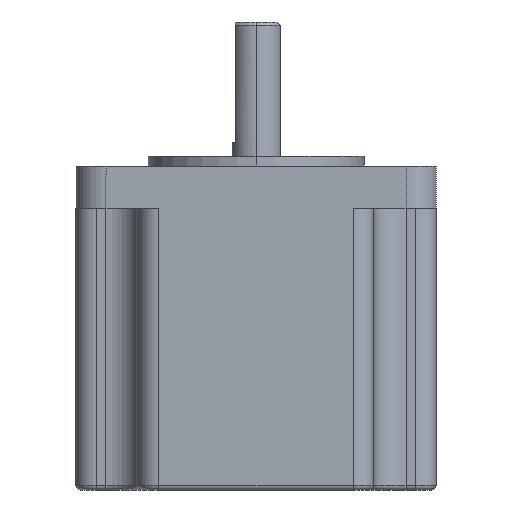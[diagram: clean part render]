
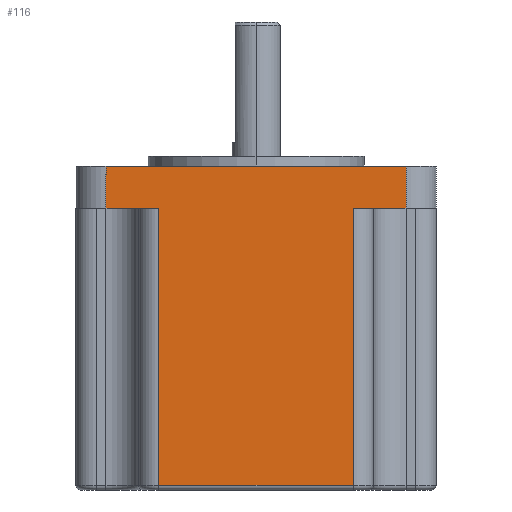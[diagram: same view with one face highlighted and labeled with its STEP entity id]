
A CAD part, left-side view. The second image highlights one B-rep face of the part: STEP entity #116.
In plain terms, the highlighted planar face has unit normal (-1, 0, 0).
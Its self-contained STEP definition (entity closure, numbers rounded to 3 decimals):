
#99 = CARTESIAN_POINT ( 'NONE',  ( -30., 0., 0. ) ) ;
#116 = ADVANCED_FACE ( 'NONE', ( #1685 ), #2054, .T. ) ;
#123 = ORIENTED_EDGE ( 'NONE', *, *, #2126, .T. ) ;
#130 = DIRECTION ( 'NONE',  ( 0., 0., 1. ) ) ;
#145 = DIRECTION ( 'NONE',  ( 0., -1., 0. ) ) ;
#160 = ORIENTED_EDGE ( 'NONE', *, *, #1003, .F. ) ;
#254 = CARTESIAN_POINT ( 'NONE',  ( -30., 25., -7. ) ) ;
#265 = ORIENTED_EDGE ( 'NONE', *, *, #2153, .F. ) ;
#311 = VECTOR ( 'NONE', #2265, 1000. ) ;
#339 = LINE ( 'NONE', #99, #311 ) ;
#342 = ORIENTED_EDGE ( 'NONE', *, *, #2299, .T. ) ;
#367 = CARTESIAN_POINT ( 'NONE',  ( -30., 16.2, -54. ) ) ;
#382 = CARTESIAN_POINT ( 'NONE',  ( -30., 0., -7. ) ) ;
#436 = VERTEX_POINT ( 'NONE', #1334 ) ;
#478 = VECTOR ( 'NONE', #1217, 1000. ) ;
#524 = VECTOR ( 'NONE', #761, 1000. ) ;
#591 = VECTOR ( 'NONE', #1243, 1000. ) ;
#608 = LINE ( 'NONE', #367, #983 ) ;
#611 = VECTOR ( 'NONE', #145, 1000. ) ;
#626 = LINE ( 'NONE', #382, #611 ) ;
#652 = VECTOR ( 'NONE', #1660, 1000. ) ;
#658 = DIRECTION ( 'NONE',  ( -1., 0., 0. ) ) ;
#759 = CARTESIAN_POINT ( 'NONE',  ( -30., 16.2, -53.2 ) ) ;
#761 = DIRECTION ( 'NONE',  ( 0., 0., 1. ) ) ;
#836 = VERTEX_POINT ( 'NONE', #1801 ) ;
#902 = CARTESIAN_POINT ( 'NONE',  ( -30., -16.2, -53.2 ) ) ;
#914 = CARTESIAN_POINT ( 'NONE',  ( -30., 0., -54. ) ) ;
#955 = ORIENTED_EDGE ( 'NONE', *, *, #2283, .T. ) ;
#972 = ORIENTED_EDGE ( 'NONE', *, *, #2315, .T. ) ;
#983 = VECTOR ( 'NONE', #130, 1000. ) ;
#1003 = EDGE_CURVE ( 'NONE', #2188, #1062, #1760, .T. ) ;
#1016 = CARTESIAN_POINT ( 'NONE',  ( -30., -25., -54. ) ) ;
#1062 = VERTEX_POINT ( 'NONE', #1411 ) ;
#1070 = VECTOR ( 'NONE', #1770, 1000. ) ;
#1167 = DIRECTION ( 'NONE',  ( 0., -1., 0. ) ) ;
#1217 = DIRECTION ( 'NONE',  ( 0., -1., 0. ) ) ;
#1243 = DIRECTION ( 'NONE',  ( 0., 0., 1. ) ) ;
#1282 = LINE ( 'NONE', #1016, #524 ) ;
#1334 = CARTESIAN_POINT ( 'NONE',  ( -30., -25., 0. ) ) ;
#1411 = CARTESIAN_POINT ( 'NONE',  ( -30., 25., 0. ) ) ;
#1431 = EDGE_LOOP ( 'NONE', ( #265, #123, #1628, #955, #342, #1923, #160, #972 ) ) ;
#1480 = CARTESIAN_POINT ( 'NONE',  ( -30., 0., -7. ) ) ;
#1503 = CARTESIAN_POINT ( 'NONE',  ( -30., 25., -54. ) ) ;
#1603 = VERTEX_POINT ( 'NONE', #2069 ) ;
#1628 = ORIENTED_EDGE ( 'NONE', *, *, #2273, .T. ) ;
#1659 = CARTESIAN_POINT ( 'NONE',  ( -30., -16.2, -7. ) ) ;
#1660 = DIRECTION ( 'NONE',  ( 0., 0., 1. ) ) ;
#1671 = AXIS2_PLACEMENT_3D ( 'NONE', #914, #658, #1167 ) ;
#1678 = VERTEX_POINT ( 'NONE', #1659 ) ;
#1685 = FACE_OUTER_BOUND ( 'NONE', #1431, .T. ) ;
#1738 = LINE ( 'NONE', #1480, #478 ) ;
#1760 = LINE ( 'NONE', #1503, #591 ) ;
#1770 = DIRECTION ( 'NONE',  ( 0., -1., 0. ) ) ;
#1801 = CARTESIAN_POINT ( 'NONE',  ( -30., -25., -7. ) ) ;
#1803 = VERTEX_POINT ( 'NONE', #902 ) ;
#1908 = CARTESIAN_POINT ( 'NONE',  ( -30., -16.2, -54. ) ) ;
#1923 = ORIENTED_EDGE ( 'NONE', *, *, #2371, .F. ) ;
#2002 = CARTESIAN_POINT ( 'NONE',  ( -30., -16.2, -53.2 ) ) ;
#2054 = PLANE ( 'NONE',  #1671 ) ;
#2069 = CARTESIAN_POINT ( 'NONE',  ( -30., 16.2, -7. ) ) ;
#2126 = EDGE_CURVE ( 'NONE', #2259, #1803, #2234, .T. ) ;
#2140 = LINE ( 'NONE', #1908, #652 ) ;
#2153 = EDGE_CURVE ( 'NONE', #2259, #1603, #608, .T. ) ;
#2188 = VERTEX_POINT ( 'NONE', #254 ) ;
#2234 = LINE ( 'NONE', #2002, #1070 ) ;
#2259 = VERTEX_POINT ( 'NONE', #759 ) ;
#2265 = DIRECTION ( 'NONE',  ( 0., -1., 0. ) ) ;
#2273 = EDGE_CURVE ( 'NONE', #1803, #1678, #2140, .T. ) ;
#2283 = EDGE_CURVE ( 'NONE', #1678, #836, #626, .T. ) ;
#2299 = EDGE_CURVE ( 'NONE', #836, #436, #1282, .T. ) ;
#2315 = EDGE_CURVE ( 'NONE', #2188, #1603, #1738, .T. ) ;
#2371 = EDGE_CURVE ( 'NONE', #1062, #436, #339, .T. ) ;
